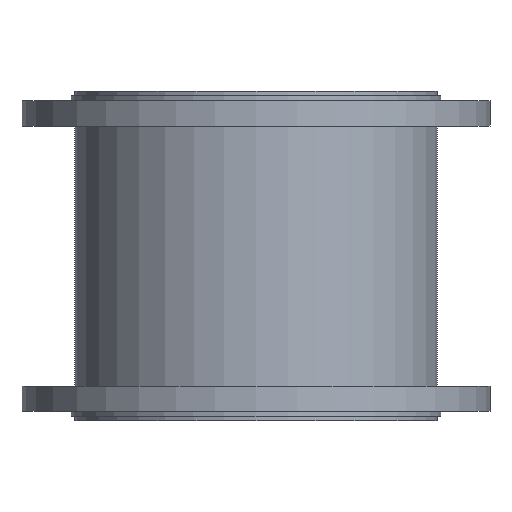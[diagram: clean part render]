
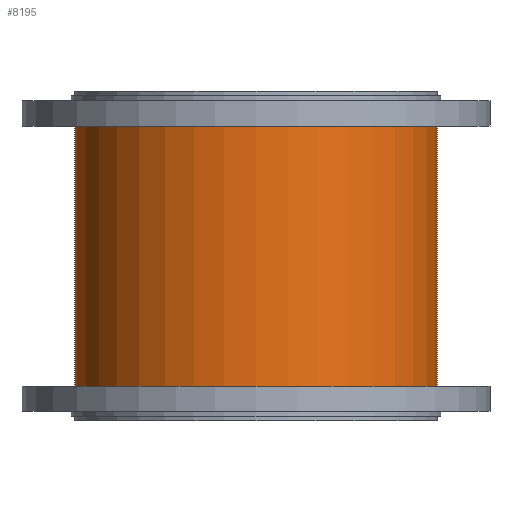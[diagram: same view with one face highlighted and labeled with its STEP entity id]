
A CAD part, front view. The second image highlights one B-rep face of the part: STEP entity #8195.
In plain terms, the highlighted cylindrical face has radius 157 mm (diameter 314 mm), a full revolution.
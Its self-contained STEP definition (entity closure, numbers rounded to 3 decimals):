
#1932=CYLINDRICAL_SURFACE('',#8707,157.);
#1995=FACE_BOUND('',#2573,.T.);
#2086=FACE_OUTER_BOUND('',#2572,.T.);
#2572=EDGE_LOOP('',(#5486));
#2573=EDGE_LOOP('',(#5487));
#3129=CIRCLE('',#8706,157.);
#3130=CIRCLE('',#8708,157.);
#3347=VERTEX_POINT('',#10686);
#3348=VERTEX_POINT('',#10689);
#4207=EDGE_CURVE('',#3347,#3347,#3129,.T.);
#4208=EDGE_CURVE('',#3348,#3348,#3130,.T.);
#5486=ORIENTED_EDGE('',*,*,#4207,.F.);
#5487=ORIENTED_EDGE('',*,*,#4208,.F.);
#8195=ADVANCED_FACE('',(#2086,#1995),#1932,.T.);
#8706=AXIS2_PLACEMENT_3D('',#10687,#9191,#9192);
#8707=AXIS2_PLACEMENT_3D('',#10688,#9193,#9194);
#8708=AXIS2_PLACEMENT_3D('',#10690,#9195,#9196);
#9191=DIRECTION('center_axis',(0.,0.,-1.));
#9192=DIRECTION('ref_axis',(-1.,0.,0.));
#9193=DIRECTION('center_axis',(0.,0.,1.));
#9194=DIRECTION('ref_axis',(-1.,0.,0.));
#9195=DIRECTION('center_axis',(0.,0.,1.));
#9196=DIRECTION('ref_axis',(-1.,0.,0.));
#10686=CARTESIAN_POINT('',(157.,0.,-112.5));
#10687=CARTESIAN_POINT('Origin',(0.,0.,-112.5));
#10688=CARTESIAN_POINT('Origin',(0.,0.,0.));
#10689=CARTESIAN_POINT('',(157.,0.,112.5));
#10690=CARTESIAN_POINT('Origin',(0.,0.,112.5));
